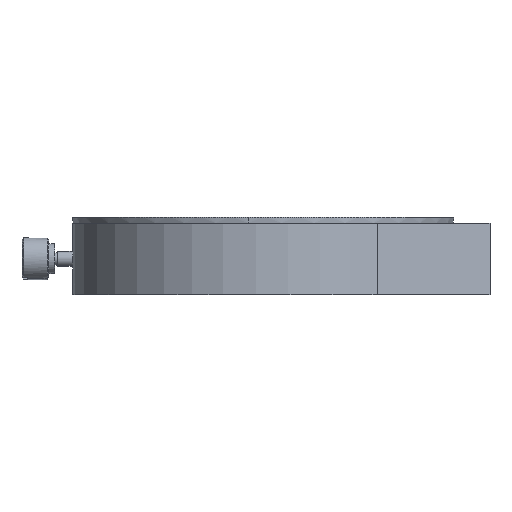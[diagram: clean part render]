
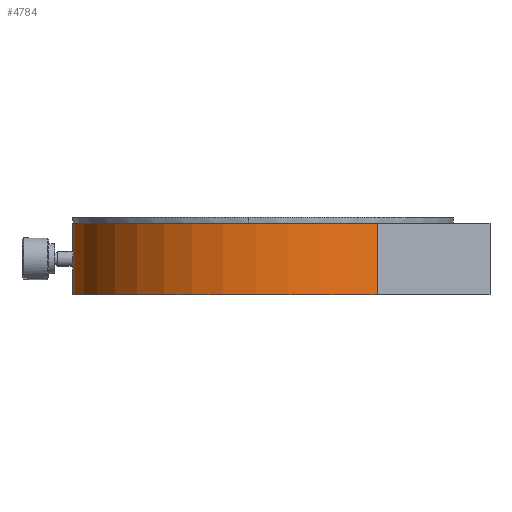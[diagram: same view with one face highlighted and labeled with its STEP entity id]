
A CAD part, left-side view. The second image highlights one B-rep face of the part: STEP entity #4784.
In plain terms, the highlighted cylindrical face has radius 32 mm (diameter 64 mm), a partial arc.
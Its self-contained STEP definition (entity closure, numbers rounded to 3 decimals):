
#1155 = LINE ( 'NONE', #30274, #48758 ) ;
#2683 = LINE ( 'NONE', #61587, #30618 ) ;
#3401 = CARTESIAN_POINT ( 'NONE',  ( 0., 4.975, -32. ) ) ;
#4117 = VERTEX_POINT ( 'NONE', #27333 ) ;
#4150 = DIRECTION ( 'NONE',  ( 0., 0., 1. ) ) ;
#4784 = ADVANCED_FACE ( 'NONE', ( #44917 ), #34051, .T. ) ;
#5981 = CARTESIAN_POINT ( 'NONE',  ( -25.649, 0., 19.135 ) ) ;
#6520 = VERTEX_POINT ( 'NONE', #61572 ) ;
#7410 = CARTESIAN_POINT ( 'NONE',  ( 0., 12., -32. ) ) ;
#8423 = DIRECTION ( 'NONE',  ( 0., 0., 1. ) ) ;
#11801 = CARTESIAN_POINT ( 'NONE',  ( -1.025, 6., -31.984 ) ) ;
#11931 = EDGE_CURVE ( 'NONE', #55126, #6520, #14276, .T. ) ;
#12945 = ORIENTED_EDGE ( 'NONE', *, *, #37177, .T. ) ;
#12985 = CARTESIAN_POINT ( 'NONE',  ( -0.819, 5.37, -31.99 ) ) ;
#13306 = CARTESIAN_POINT ( 'NONE',  ( -0.998, 5.732, -31.984 ) ) ;
#13458 = AXIS2_PLACEMENT_3D ( 'NONE', #58550, #48010, #4150 ) ;
#14083 = ORIENTED_EDGE ( 'NONE', *, *, #40798, .T. ) ;
#14276 = CIRCLE ( 'NONE', #59255, 32. ) ;
#15550 = DIRECTION ( 'NONE',  ( 0., -1., 0. ) ) ;
#16436 = CARTESIAN_POINT ( 'NONE',  ( -0.63, 6.82, -31.994 ) ) ;
#17799 = CARTESIAN_POINT ( 'NONE',  ( -0.134, 4.975, -32. ) ) ;
#18314 = EDGE_CURVE ( 'NONE', #43720, #57344, #44899, .T. ) ;
#21306 = VERTEX_POINT ( 'NONE', #5981 ) ;
#21887 = CARTESIAN_POINT ( 'NONE',  ( -1.025, 6.271, -31.984 ) ) ;
#22921 = CARTESIAN_POINT ( 'NONE',  ( -1.025, 5.865, -31.984 ) ) ;
#24709 = CIRCLE ( 'NONE', #13458, 32. ) ;
#27011 = CARTESIAN_POINT ( 'NONE',  ( 0., 12., 0. ) ) ;
#27333 = CARTESIAN_POINT ( 'NONE',  ( 0., 0., -32. ) ) ;
#27941 = DIRECTION ( 'NONE',  ( 0., 1., 0. ) ) ;
#28196 = ORIENTED_EDGE ( 'NONE', *, *, #18314, .T. ) ;
#30203 = CARTESIAN_POINT ( 'NONE',  ( -0.914, 6.536, -31.988 ) ) ;
#30274 = CARTESIAN_POINT ( 'NONE',  ( -25.649, 12., 19.135 ) ) ;
#30618 = VECTOR ( 'NONE', #37256, 1000. ) ;
#31458 = DIRECTION ( 'NONE',  ( 0., 0., -1. ) ) ;
#31787 = DIRECTION ( 'NONE',  ( 0., -1., 0. ) ) ;
#32908 = EDGE_CURVE ( 'NONE', #6520, #21306, #1155, .T. ) ;
#33862 = VECTOR ( 'NONE', #56056, 1000. ) ;
#34051 = CYLINDRICAL_SURFACE ( 'NONE', #39149, 32. ) ;
#35344 = CARTESIAN_POINT ( 'NONE',  ( -0.268, 6.998, -31.999 ) ) ;
#35405 = ORIENTED_EDGE ( 'NONE', *, *, #50972, .T. ) ;
#35468 = ORIENTED_EDGE ( 'NONE', *, *, #32908, .F. ) ;
#36616 = CARTESIAN_POINT ( 'NONE',  ( -0.135, 7.025, -32. ) ) ;
#37177 = EDGE_CURVE ( 'NONE', #55126, #38689, #2683, .T. ) ;
#37256 = DIRECTION ( 'NONE',  ( 0., -1., 0. ) ) ;
#37646 = CARTESIAN_POINT ( 'NONE',  ( -0.63, 5.18, -31.994 ) ) ;
#38689 = VERTEX_POINT ( 'NONE', #46291 ) ;
#39149 = AXIS2_PLACEMENT_3D ( 'NONE', #40119, #31787, #31458 ) ;
#40119 = CARTESIAN_POINT ( 'NONE',  ( 0., 12., 0. ) ) ;
#40798 = EDGE_CURVE ( 'NONE', #57344, #4117, #41650, .T. ) ;
#41009 = CARTESIAN_POINT ( 'NONE',  ( 0., 4.975, -32. ) ) ;
#41051 = EDGE_LOOP ( 'NONE', ( #45848, #12945, #35405, #28196, #14083, #57974, #35468 ) ) ;
#41650 = LINE ( 'NONE', #7410, #33862 ) ;
#41733 = EDGE_CURVE ( 'NONE', #4117, #21306, #24709, .T. ) ;
#42089 = CARTESIAN_POINT ( 'NONE',  ( 0., 12., -32. ) ) ;
#43720 = VERTEX_POINT ( 'NONE', #11801 ) ;
#44899 = B_SPLINE_CURVE_WITH_KNOTS ( 'NONE', 3,
 ( #46952, #22921, #13306, #61676, #12985, #37646, #61047, #61981, #17799, #3401 ),
 .UNSPECIFIED., .F., .F.,
 ( 4, 2, 2, 2, 4 ),
 ( 0., 0., 0.001, 0.001, 0.002 ),
 .UNSPECIFIED. ) ;
#44917 = FACE_OUTER_BOUND ( 'NONE', #41051, .T. ) ;
#45268 = CARTESIAN_POINT ( 'NONE',  ( 0., 7.025, -32. ) ) ;
#45848 = ORIENTED_EDGE ( 'NONE', *, *, #11931, .F. ) ;
#46291 = CARTESIAN_POINT ( 'NONE',  ( 0., 7.025, -32. ) ) ;
#46952 = CARTESIAN_POINT ( 'NONE',  ( -1.025, 6., -31.984 ) ) ;
#48010 = DIRECTION ( 'NONE',  ( 0., 1., 0. ) ) ;
#48758 = VECTOR ( 'NONE', #15550, 1000. ) ;
#49741 = CARTESIAN_POINT ( 'NONE',  ( -1.025, 6., -31.984 ) ) ;
#50707 = CARTESIAN_POINT ( 'NONE',  ( -0.517, 6.896, -31.996 ) ) ;
#50972 = EDGE_CURVE ( 'NONE', #38689, #43720, #53170, .T. ) ;
#53170 = B_SPLINE_CURVE_WITH_KNOTS ( 'NONE', 3,
 ( #45268, #36616, #35344, #50707, #16436, #30203, #21887, #49741 ),
 .UNSPECIFIED., .F., .F.,
 ( 4, 2, 2, 4 ),
 ( 0.005, 0.005, 0.006, 0.006 ),
 .UNSPECIFIED. ) ;
#55126 = VERTEX_POINT ( 'NONE', #42089 ) ;
#56056 = DIRECTION ( 'NONE',  ( 0., -1., 0. ) ) ;
#57344 = VERTEX_POINT ( 'NONE', #41009 ) ;
#57974 = ORIENTED_EDGE ( 'NONE', *, *, #41733, .T. ) ;
#58550 = CARTESIAN_POINT ( 'NONE',  ( 0., 0., 0. ) ) ;
#59255 = AXIS2_PLACEMENT_3D ( 'NONE', #27011, #27941, #8423 ) ;
#61047 = CARTESIAN_POINT ( 'NONE',  ( -0.515, 5.104, -31.996 ) ) ;
#61572 = CARTESIAN_POINT ( 'NONE',  ( -25.649, 12., 19.135 ) ) ;
#61587 = CARTESIAN_POINT ( 'NONE',  ( 0., 12., -32. ) ) ;
#61676 = CARTESIAN_POINT ( 'NONE',  ( -0.895, 5.483, -31.988 ) ) ;
#61981 = CARTESIAN_POINT ( 'NONE',  ( -0.269, 5.002, -31.999 ) ) ;
